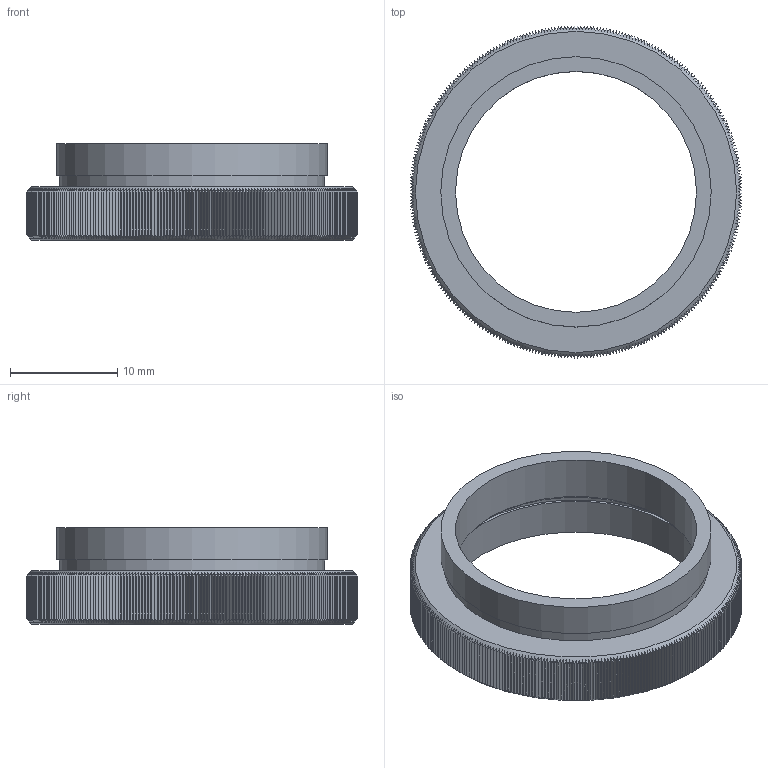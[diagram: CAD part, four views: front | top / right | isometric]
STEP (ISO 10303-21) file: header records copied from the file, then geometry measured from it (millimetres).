
FILE_DESCRIPTION(/* description */ (''),/* implementation_level */ '2;1');
FILE_NAME(/* name */ 'AO000175.stp',/* time_stamp */ '2017-06-12T14:23:36+02:00',/* author */ ('gelzhaeuser'),/* organization */ (''),/* preprocessor_version */ 'ST-DEVELOPER v15.2',/* originating_system */ 'Autodesk Inventor 2014',/* authorisation */ '');
FILE_SCHEMA (('AUTOMOTIVE_DESIGN { 1 0 10303 214 3 1 1 }'));
Length unit declared in the file: millimetre
Products named in the file (1): AO000175
Bounding box: 31 x 31 x 9 mm (x, y, z)
Volume: 1723.1 mm3; surface area: 2690.2 mm2
Topology: 1 solids, 1 shells, 974 faces, 2903 edges, 1935 vertices
Faces by surface type: plane 646, cylinder 325, cone 3
Full cylindrical faces by diameter (mm): 22.5 x1, 24.6 x1, 24.75 x1, 25.1 x1, 25.25 x1
Entity records: 31342 total; most frequent: CARTESIAN_POINT 8361, ORIENTED_EDGE 5786, DIRECTION 4216, EDGE_CURVE 2893, VERTEX_POINT 1933, AXIS2_PLACEMENT_3D 1628, EDGE_LOOP 988, ADVANCED_FACE 974
